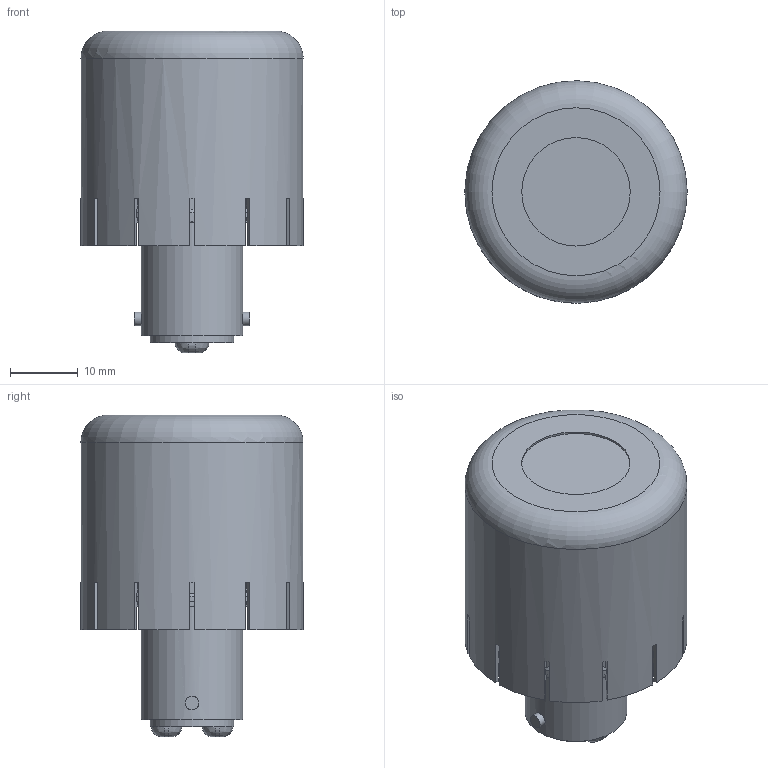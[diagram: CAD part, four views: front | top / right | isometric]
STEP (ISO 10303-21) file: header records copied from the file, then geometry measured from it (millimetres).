
FILE_DESCRIPTION(/* description */ (''),/* implementation_level */ '2;1');
FILE_NAME(/* name */ 'LLL.stp',/* time_stamp */ '2012-09-13T10:04:44+02:00',/* author */ (''),/* organization */ (''),/* preprocessor_version */ 'ST-DEVELOPER v11',/* originating_system */ 'SIEMENS PLM Software NX 7.5',/* authorisation */ '');
FILE_SCHEMA (('AUTOMOTIVE_DESIGN { 1 0 10303 214 1 1 1 1 }'));
Length unit declared in the file: millimetre
Products named in the file (1): m.ne86DEa3lj
Bounding box: 32.8 x 32.8 x 47.5 mm (x, y, z)
Volume: 26786.7 mm3; surface area: 6321 mm2
Topology: 1 solids, 1 shells, 187 faces, 560 edges, 357 vertices
Faces by surface type: plane 113, cylinder 52, cone 13, bspline 8, torus 1
Full cylindrical faces by diameter (mm): 2 x2, 12.3 x1, 15 x1, 16 x1, 30.8 x1, 31.5 x1, 32.8 x1
Entity records: 6484 total; most frequent: CARTESIAN_POINT 1316, DIRECTION 1122, ORIENTED_EDGE 1086, EDGE_CURVE 543, AXIS2_PLACEMENT_3D 401, VERTEX_POINT 351, LINE 320, VECTOR 320
